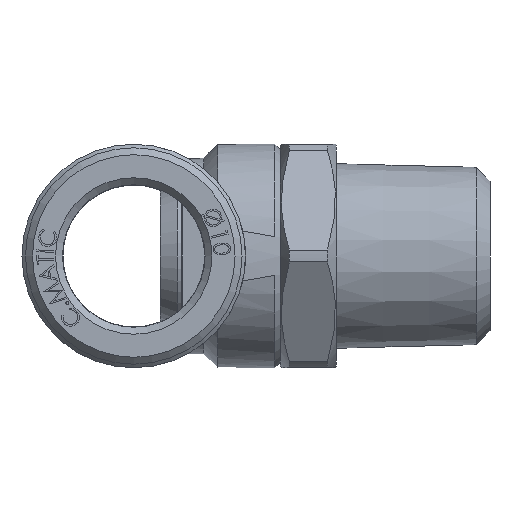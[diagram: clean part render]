
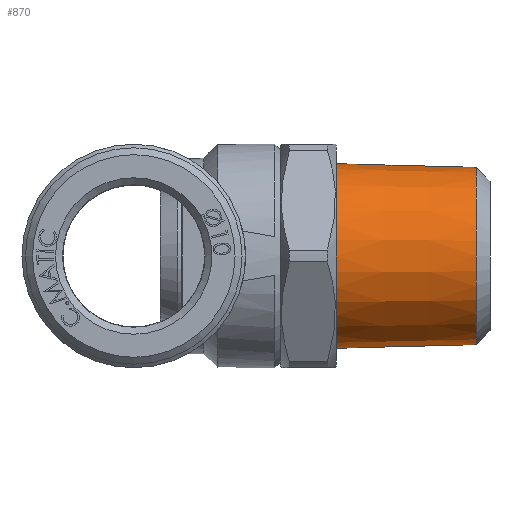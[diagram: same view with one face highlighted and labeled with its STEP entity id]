
A CAD part, left-side view. The second image highlights one B-rep face of the part: STEP entity #870.
In plain terms, the highlighted conical face has half-angle 1.47 degrees and reference radius 6.604 mm.
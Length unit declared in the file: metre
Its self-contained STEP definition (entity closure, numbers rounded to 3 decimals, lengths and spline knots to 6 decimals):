
#870 = ADVANCED_FACE( 'NONE', ( #1824, #1825 ), #1826, .T. );
#1824 = FACE_OUTER_BOUND( '', #5545, .T. );
#1825 = FACE_BOUND( '', #5546, .T. );
#1826 = CONICAL_SURFACE( '', #5547, 0.006604, 0.026 );
#5545 = EDGE_LOOP( '', ( #8067 ) );
#5546 = EDGE_LOOP( '', ( #8068 ) );
#5547 = AXIS2_PLACEMENT_3D( '', #8069, #8070, #8071 );
#8067 = ORIENTED_EDGE( '', *, *, #9228, .T. );
#8068 = ORIENTED_EDGE( '', *, *, #9225, .F. );
#8069 = CARTESIAN_POINT( '', ( 0., -0.0145, 0. ) );
#8070 = DIRECTION( '', ( 0., 1., 0. ) );
#8071 = DIRECTION( '', ( 0., 0., 1. ) );
#9225 = EDGE_CURVE( 'NONE', #10765, #10765, #10766, .T. );
#9228 = EDGE_CURVE( 'NONE', #10770, #10770, #10771, .T. );
#10765 = VERTEX_POINT( '', #15859 );
#10766 = CIRCLE( '', #15860, 0.006348 );
#10770 = VERTEX_POINT( '', #15864 );
#10771 = CIRCLE( '', #15865, 0.006604 );
#15859 = CARTESIAN_POINT( '', ( 0., -0.0245, -0.006348 ) );
#15860 = AXIS2_PLACEMENT_3D( '', #16673, #16674, #16675 );
#15864 = CARTESIAN_POINT( '', ( 0., -0.0145, -0.006604 ) );
#15865 = AXIS2_PLACEMENT_3D( '', #16679, #16680, #16681 );
#16673 = CARTESIAN_POINT( '', ( 0., -0.0245, 0. ) );
#16674 = DIRECTION( '', ( 0., -1., 0. ) );
#16675 = DIRECTION( '', ( 0., 0., -1. ) );
#16679 = CARTESIAN_POINT( '', ( 0., -0.0145, 0. ) );
#16680 = DIRECTION( '', ( 0., -1., 0. ) );
#16681 = DIRECTION( '', ( 0., 0., -1. ) );
